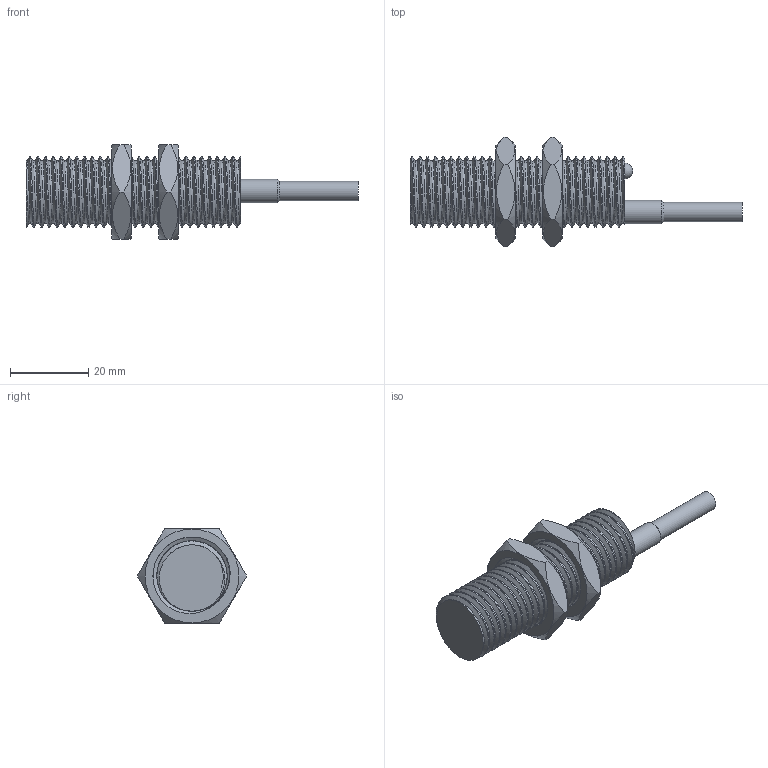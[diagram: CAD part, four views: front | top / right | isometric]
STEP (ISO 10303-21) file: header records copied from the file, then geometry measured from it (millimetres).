
FILE_DESCRIPTION(/* description */ (''),/* implementation_level */ '2;1');
FILE_NAME(/* name */ 'KJ118-D08NA-D355-LY.stp',/* time_stamp */ '2023-07-20T10:44:15+08:00',/* author */ (''),/* organization */ (''),/* preprocessor_version */ 'ST-DEVELOPER v16.7',/* originating_system */ 'SIEMENS PLM Software NX 12.0',/* authorisation */ '');
FILE_SCHEMA (('AUTOMOTIVE_DESIGN { 1 0 10303 214 3 1 1 1 }'));
Length unit declared in the file: millimetre
Products named in the file (2): KJ118-D08NA-D355-LY螺母; KJ118-D08NA-D355-LY
Assembly tree (2 placements, depth 2):
  KJ118-D08NA-D355-LY
    KJ118-D08NA-D355-LY螺母  x2
Bounding box: 85 x 28 x 24.25 mm (x, y, z)
Volume: 15069.9 mm3; surface area: 8002 mm2
Topology: 4 solids, 4 shells, 45 faces, 106 edges, 68 vertices
Faces by surface type: plane 21, cylinder 8, bspline 8, cone 7, sphere 1
Full cylindrical faces by diameter (mm): 5 x1, 6 x1
Entity records: 7673 total; most frequent: CARTESIAN_POINT 7083, ORIENTED_EDGE 110, DIRECTION 88, EDGE_CURVE 55, AXIS2_PLACEMENT_3D 40, VERTEX_POINT 39, EDGE_LOOP 35, B_SPLINE_CURVE_WITH_KNOTS 33
